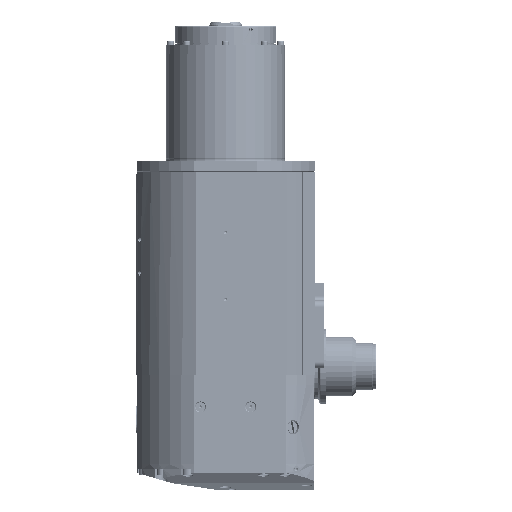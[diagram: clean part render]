
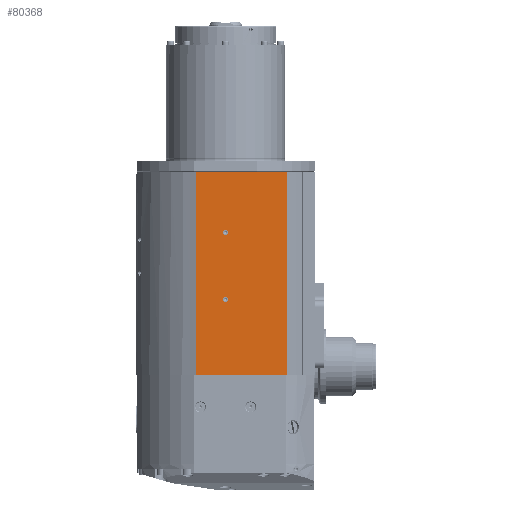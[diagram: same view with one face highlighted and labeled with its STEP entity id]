
A CAD part, left-side view. The second image highlights one B-rep face of the part: STEP entity #80368.
In plain terms, the highlighted planar face has unit normal (-1, 0, 0).
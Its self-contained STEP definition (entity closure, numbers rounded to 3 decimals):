
#1677 = VERTEX_POINT ( 'NONE', #73350 ) ;
#1798 = CARTESIAN_POINT ( 'NONE',  ( -75., 24.819, 85.25 ) ) ;
#2600 = VERTEX_POINT ( 'NONE', #1798 ) ;
#3201 = EDGE_CURVE ( 'NONE', #2600, #50170, #84536, .T. ) ;
#3728 = DIRECTION ( 'NONE',  ( 0., 0., -1. ) ) ;
#4462 = ORIENTED_EDGE ( 'NONE', *, *, #48609, .F. ) ;
#4806 = DIRECTION ( 'NONE',  ( 0., 0., 1. ) ) ;
#5076 = CARTESIAN_POINT ( 'NONE',  ( -75., 0., -21.75 ) ) ;
#6085 = VERTEX_POINT ( 'NONE', #60829 ) ;
#6492 = EDGE_CURVE ( 'NONE', #57461, #50170, #59216, .T. ) ;
#7914 = DIRECTION ( 'NONE',  ( 0., 1., 0. ) ) ;
#10003 = EDGE_LOOP ( 'NONE', ( #42606, #83051 ) ) ;
#10640 = AXIS2_PLACEMENT_3D ( 'NONE', #51230, #70924, #31312 ) ;
#10676 = AXIS2_PLACEMENT_3D ( 'NONE', #77734, #37903, #64158 ) ;
#11725 = ORIENTED_EDGE ( 'NONE', *, *, #76736, .F. ) ;
#15622 = CARTESIAN_POINT ( 'NONE',  ( -75., 24.819, 86.75 ) ) ;
#15928 = DIRECTION ( 'NONE',  ( 0., 0., -1. ) ) ;
#17251 = CARTESIAN_POINT ( 'NONE',  ( -75., 24.819, 85.25 ) ) ;
#18068 = CIRCLE ( 'NONE', #10676, 2.1 ) ;
#20456 = DIRECTION ( 'NONE',  ( 0., 1., 0. ) ) ;
#22346 = EDGE_CURVE ( 'NONE', #76142, #6085, #22585, .T. ) ;
#22538 = CARTESIAN_POINT ( 'NONE',  ( -75., -51., 85.25 ) ) ;
#22585 = CIRCLE ( 'NONE', #36830, 2.1 ) ;
#25807 = EDGE_CURVE ( 'NONE', #6085, #76142, #29991, .T. ) ;
#27027 = EDGE_LOOP ( 'NONE', ( #78997, #11725, #54102, #62325 ) ) ;
#27396 = EDGE_CURVE ( 'NONE', #62063, #1677, #41972, .T. ) ;
#27599 = FACE_OUTER_BOUND ( 'NONE', #27027, .T. ) ;
#29587 = DIRECTION ( 'NONE',  ( -1., 0., 0. ) ) ;
#29991 = CIRCLE ( 'NONE', #10640, 2.1 ) ;
#30256 = CARTESIAN_POINT ( 'NONE',  ( -75., -51., -85.25 ) ) ;
#31312 = DIRECTION ( 'NONE',  ( 0., 0., 1. ) ) ;
#33578 = EDGE_LOOP ( 'NONE', ( #4462, #57369 ) ) ;
#36056 = DIRECTION ( 'NONE',  ( 0., -1., 0. ) ) ;
#36222 = DIRECTION ( 'NONE',  ( 0., 0., 1. ) ) ;
#36830 = AXIS2_PLACEMENT_3D ( 'NONE', #69167, #29587, #36222 ) ;
#37084 = CARTESIAN_POINT ( 'NONE',  ( -75., 0., -23.85 ) ) ;
#37903 = DIRECTION ( 'NONE',  ( -1., 0., 0. ) ) ;
#40032 = CARTESIAN_POINT ( 'NONE',  ( -75., 24.819, -85.25 ) ) ;
#40133 = VECTOR ( 'NONE', #15928, 1000. ) ;
#41972 = CIRCLE ( 'NONE', #45068, 2.1 ) ;
#42606 = ORIENTED_EDGE ( 'NONE', *, *, #22346, .F. ) ;
#43786 = VECTOR ( 'NONE', #20456, 1000. ) ;
#44134 = DIRECTION ( 'NONE',  ( -1., 0., 0. ) ) ;
#45068 = AXIS2_PLACEMENT_3D ( 'NONE', #5076, #44134, #4806 ) ;
#48609 = EDGE_CURVE ( 'NONE', #1677, #62063, #18068, .T. ) ;
#49305 = CARTESIAN_POINT ( 'NONE',  ( -75., 0., 36.35 ) ) ;
#50170 = VERTEX_POINT ( 'NONE', #40032 ) ;
#50944 = VECTOR ( 'NONE', #3728, 1000. ) ;
#51230 = CARTESIAN_POINT ( 'NONE',  ( -75., 0., 34.25 ) ) ;
#53005 = VECTOR ( 'NONE', #36056, 1000. ) ;
#54102 = ORIENTED_EDGE ( 'NONE', *, *, #81960, .F. ) ;
#55711 = CARTESIAN_POINT ( 'NONE',  ( -75., -51., 86.75 ) ) ;
#57369 = ORIENTED_EDGE ( 'NONE', *, *, #27396, .F. ) ;
#57461 = VERTEX_POINT ( 'NONE', #30256 ) ;
#58119 = LINE ( 'NONE', #55711, #50944 ) ;
#59216 = LINE ( 'NONE', #80007, #43786 ) ;
#59379 = AXIS2_PLACEMENT_3D ( 'NONE', #80704, #59645, #7914 ) ;
#59645 = DIRECTION ( 'NONE',  ( 1., 0., 0. ) ) ;
#60829 = CARTESIAN_POINT ( 'NONE',  ( -75., 0., 32.15 ) ) ;
#62063 = VERTEX_POINT ( 'NONE', #37084 ) ;
#62325 = ORIENTED_EDGE ( 'NONE', *, *, #3201, .T. ) ;
#64158 = DIRECTION ( 'NONE',  ( 0., 0., 1. ) ) ;
#64325 = VERTEX_POINT ( 'NONE', #22538 ) ;
#66857 = PLANE ( 'NONE',  #59379 ) ;
#69167 = CARTESIAN_POINT ( 'NONE',  ( -75., 0., 34.25 ) ) ;
#70924 = DIRECTION ( 'NONE',  ( -1., 0., 0. ) ) ;
#72107 = FACE_BOUND ( 'NONE', #10003, .T. ) ;
#73350 = CARTESIAN_POINT ( 'NONE',  ( -75., 0., -19.65 ) ) ;
#76142 = VERTEX_POINT ( 'NONE', #49305 ) ;
#76736 = EDGE_CURVE ( 'NONE', #64325, #57461, #58119, .T. ) ;
#76883 = LINE ( 'NONE', #17251, #53005 ) ;
#77734 = CARTESIAN_POINT ( 'NONE',  ( -75., 0., -21.75 ) ) ;
#78997 = ORIENTED_EDGE ( 'NONE', *, *, #6492, .F. ) ;
#80007 = CARTESIAN_POINT ( 'NONE',  ( -75., 24.819, -85.25 ) ) ;
#80368 = ADVANCED_FACE ( 'NONE', ( #82426, #27599, #72107 ), #66857, .F. ) ;
#80704 = CARTESIAN_POINT ( 'NONE',  ( -75., 24.819, 86.75 ) ) ;
#81960 = EDGE_CURVE ( 'NONE', #2600, #64325, #76883, .T. ) ;
#82426 = FACE_BOUND ( 'NONE', #33578, .T. ) ;
#83051 = ORIENTED_EDGE ( 'NONE', *, *, #25807, .F. ) ;
#84536 = LINE ( 'NONE', #15622, #40133 ) ;
